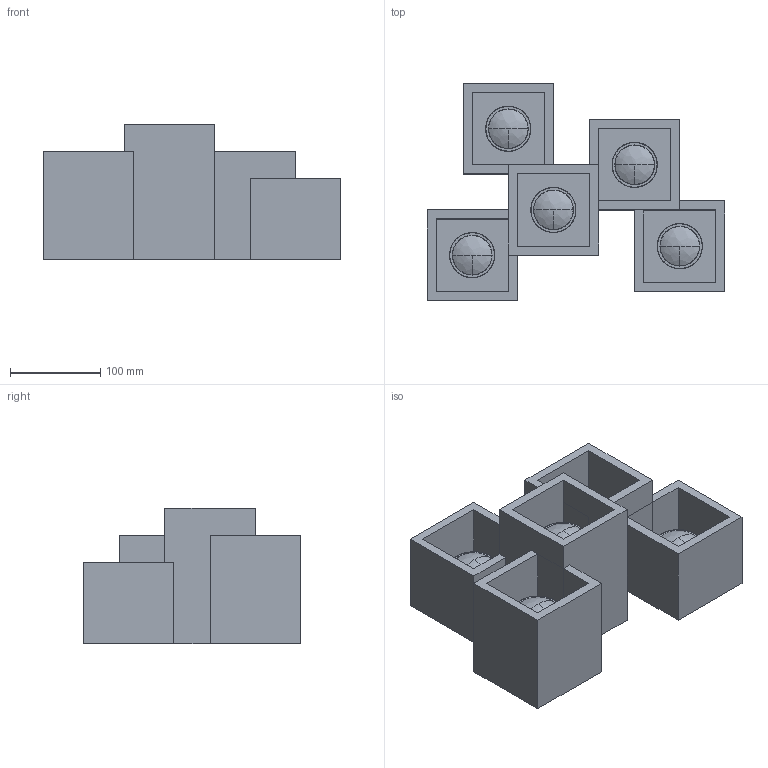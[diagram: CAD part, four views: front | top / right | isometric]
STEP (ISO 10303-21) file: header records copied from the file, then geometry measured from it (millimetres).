
FILE_DESCRIPTION(/* description */ (''),/* implementation_level */ '2;1');
FILE_NAME(/* name */ 'T194_H~1',/* time_stamp */ '2020-11-13T11:20:32+01:00',/* author */ (''),/* organization */ (''),/* preprocessor_version */ 'ST-DEVELOPER v15',/* originating_system */ '',/* authorisation */ '');
FILE_SCHEMA (('AUTOMOTIVE_DESIGN'));
Length unit declared in the file: millimetre
Products named in the file (1): Document
Bounding box: 330 x 240 x 150 mm (x, y, z)
Volume: 2856681.9 mm3; surface area: 483098.8 mm2
Topology: 21 solids, 21 shells, 620 faces, 1414 edges, 837 vertices
Faces by surface type: bspline 405, plane 215
Entity records: 29111 total; most frequent: CARTESIAN_POINT 20714, ORIENTED_EDGE 2728, EDGE_CURVE 1364, VERTEX_POINT 837, EDGE_LOOP 671, B_SPLINE_CURVE_WITH_KNOTS 639, ADVANCED_FACE 620, FACE_OUTER_BOUND 620
